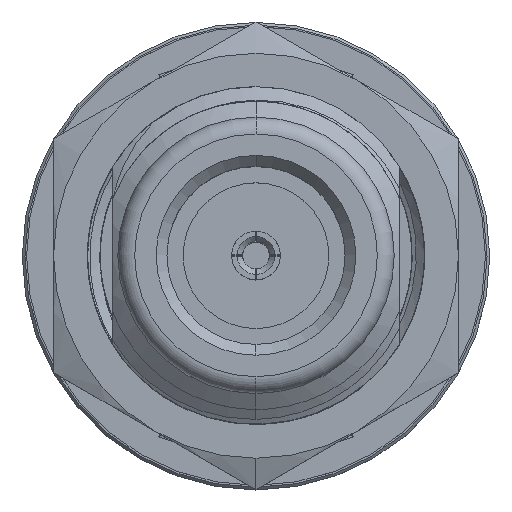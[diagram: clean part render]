
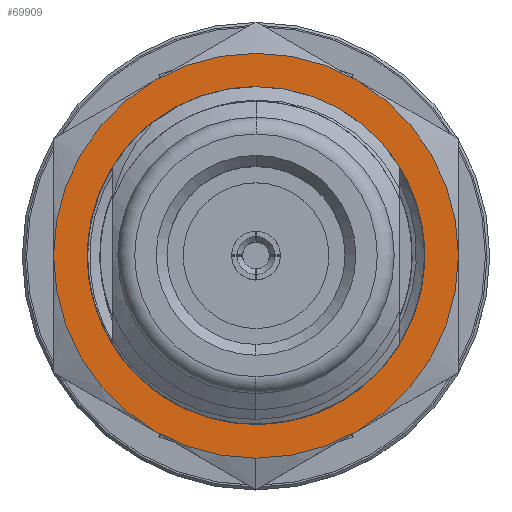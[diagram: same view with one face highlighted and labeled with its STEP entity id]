
A CAD part, top view. The second image highlights one B-rep face of the part: STEP entity #69909.
In plain terms, the highlighted face is planar.
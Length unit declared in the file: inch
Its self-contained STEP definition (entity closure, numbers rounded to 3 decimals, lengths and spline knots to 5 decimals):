
#659 = DIRECTION ( 'NONE',  ( 0., 0., -1. ) ) ;
#2665 = ORIENTED_EDGE ( 'NONE', *, *, #9496, .T. ) ;
#2811 = ORIENTED_EDGE ( 'NONE', *, *, #88905, .T. ) ;
#3012 = CARTESIAN_POINT ( 'NONE',  ( 1.033, 0.1875, 0.32476 ) ) ;
#6595 = EDGE_CURVE ( 'NONE', #50175, #70918, #81068, .T. ) ;
#6987 = EDGE_CURVE ( 'NONE', #44357, #95529, #41186, .T. ) ;
#7251 = DIRECTION ( 'NONE',  ( 0., 0., -1. ) ) ;
#7904 = CIRCLE ( 'NONE', #76586, 0.3125 ) ;
#8214 = ORIENTED_EDGE ( 'NONE', *, *, #6595, .T. ) ;
#9496 = EDGE_CURVE ( 'NONE', #33400, #48369, #39837, .T. ) ;
#10358 = CARTESIAN_POINT ( 'NONE',  ( 1.033, 0., 0. ) ) ;
#12595 = CARTESIAN_POINT ( 'NONE',  ( 1.033, 0., 0. ) ) ;
#12880 = CARTESIAN_POINT ( 'NONE',  ( 1.033, 0., 0. ) ) ;
#13943 = CARTESIAN_POINT ( 'NONE',  ( 1.033, -0.375, 0. ) ) ;
#16741 = ORIENTED_EDGE ( 'NONE', *, *, #45625, .T. ) ;
#17327 = DIRECTION ( 'NONE',  ( 1., 0., 0. ) ) ;
#17415 = AXIS2_PLACEMENT_3D ( 'NONE', #10358, #88625, #41425 ) ;
#19103 = DIRECTION ( 'NONE',  ( 0., 0., -1. ) ) ;
#19276 = EDGE_LOOP ( 'NONE', ( #38352, #2811, #2665, #27308, #56557, #16741, #8214 ) ) ;
#19477 = DIRECTION ( 'NONE',  ( 1., 0., 0. ) ) ;
#20370 = AXIS2_PLACEMENT_3D ( 'NONE', #12595, #59871, #60870 ) ;
#23283 = CARTESIAN_POINT ( 'NONE',  ( 1.033, 0., 0. ) ) ;
#23339 = AXIS2_PLACEMENT_3D ( 'NONE', #12880, #69600, #30110 ) ;
#23432 = CARTESIAN_POINT ( 'NONE',  ( 1.033, 0., 0. ) ) ;
#24957 = AXIS2_PLACEMENT_3D ( 'NONE', #23283, #63118, #659 ) ;
#27308 = ORIENTED_EDGE ( 'NONE', *, *, #55405, .T. ) ;
#28042 = CARTESIAN_POINT ( 'NONE',  ( 1.033, 0., 0. ) ) ;
#30110 = DIRECTION ( 'NONE',  ( 0., 0., -1. ) ) ;
#32648 = AXIS2_PLACEMENT_3D ( 'NONE', #39980, #17327, #78084 ) ;
#33400 = VERTEX_POINT ( 'NONE', #92301 ) ;
#38352 = ORIENTED_EDGE ( 'NONE', *, *, #92477, .T. ) ;
#38976 = DIRECTION ( 'NONE',  ( 1., 0., 0. ) ) ;
#39088 = CIRCLE ( 'NONE', #24957, 0.375 ) ;
#39837 = CIRCLE ( 'NONE', #52380, 0.375 ) ;
#39980 = CARTESIAN_POINT ( 'NONE',  ( 1.033, 0., 0. ) ) ;
#40943 = DIRECTION ( 'NONE',  ( 1., 0., 0. ) ) ;
#41186 = CIRCLE ( 'NONE', #32648, 0.3125 ) ;
#41425 = DIRECTION ( 'NONE',  ( 0., 0., -1. ) ) ;
#41528 = VERTEX_POINT ( 'NONE', #95722 ) ;
#41733 = FACE_BOUND ( 'NONE', #87260, .T. ) ;
#42896 = DIRECTION ( 'NONE',  ( 1., 0., 0. ) ) ;
#44357 = VERTEX_POINT ( 'NONE', #95782 ) ;
#45625 = EDGE_CURVE ( 'NONE', #51140, #50175, #71098, .T. ) ;
#46348 = DIRECTION ( 'NONE',  ( 1., 0., 0. ) ) ;
#46714 = ORIENTED_EDGE ( 'NONE', *, *, #6987, .F. ) ;
#47421 = EDGE_CURVE ( 'NONE', #69679, #44357, #98743, .T. ) ;
#47771 = FACE_OUTER_BOUND ( 'NONE', #19276, .T. ) ;
#48369 = VERTEX_POINT ( 'NONE', #68387 ) ;
#50175 = VERTEX_POINT ( 'NONE', #13943 ) ;
#50753 = AXIS2_PLACEMENT_3D ( 'NONE', #73810, #57955, #19103 ) ;
#50775 = CARTESIAN_POINT ( 'NONE',  ( 1.033, -0.1875, 0.32476 ) ) ;
#51140 = VERTEX_POINT ( 'NONE', #50775 ) ;
#51567 = EDGE_CURVE ( 'NONE', #95529, #69679, #7904, .T. ) ;
#52380 = AXIS2_PLACEMENT_3D ( 'NONE', #96068, #19477, #95750 ) ;
#55405 = EDGE_CURVE ( 'NONE', #48369, #96915, #65142, .T. ) ;
#55962 = PLANE ( 'NONE',  #17415 ) ;
#56557 = ORIENTED_EDGE ( 'NONE', *, *, #88158, .T. ) ;
#57119 = DIRECTION ( 'NONE',  ( 0., 0., -1. ) ) ;
#57955 = DIRECTION ( 'NONE',  ( 1., 0., 0. ) ) ;
#58440 = AXIS2_PLACEMENT_3D ( 'NONE', #87801, #40943, #57119 ) ;
#59871 = DIRECTION ( 'NONE',  ( 1., 0., 0. ) ) ;
#60870 = DIRECTION ( 'NONE',  ( 0., 0., -1. ) ) ;
#63118 = DIRECTION ( 'NONE',  ( 1., 0., 0. ) ) ;
#65142 = CIRCLE ( 'NONE', #20370, 0.375 ) ;
#68387 = CARTESIAN_POINT ( 'NONE',  ( 1.033, 0.375, 0. ) ) ;
#69600 = DIRECTION ( 'NONE',  ( 1., 0., 0. ) ) ;
#69679 = VERTEX_POINT ( 'NONE', #71158 ) ;
#69909 = ADVANCED_FACE ( 'NONE', ( #41733, #47771 ), #55962, .T. ) ;
#70918 = VERTEX_POINT ( 'NONE', #91033 ) ;
#71098 = CIRCLE ( 'NONE', #58440, 0.375 ) ;
#71158 = CARTESIAN_POINT ( 'NONE',  ( 1.033, 0., -0.3125 ) ) ;
#73810 = CARTESIAN_POINT ( 'NONE',  ( 1.033, 0., 0. ) ) ;
#75371 = CARTESIAN_POINT ( 'NONE',  ( 1.033, 0., 0. ) ) ;
#76586 = AXIS2_PLACEMENT_3D ( 'NONE', #75371, #46348, #79381 ) ;
#78084 = DIRECTION ( 'NONE',  ( 0., 0., -1. ) ) ;
#79381 = DIRECTION ( 'NONE',  ( 0., 0., -1. ) ) ;
#81068 = CIRCLE ( 'NONE', #91466, 0.375 ) ;
#82033 = DIRECTION ( 'NONE',  ( 0., 0., -1. ) ) ;
#83821 = CIRCLE ( 'NONE', #85739, 0.375 ) ;
#85739 = AXIS2_PLACEMENT_3D ( 'NONE', #28042, #42896, #82033 ) ;
#87260 = EDGE_LOOP ( 'NONE', ( #46714, #92419, #92876 ) ) ;
#87801 = CARTESIAN_POINT ( 'NONE',  ( 1.033, 0., 0. ) ) ;
#88158 = EDGE_CURVE ( 'NONE', #96915, #51140, #39088, .T. ) ;
#88625 = DIRECTION ( 'NONE',  ( 1., 0., 0. ) ) ;
#88905 = EDGE_CURVE ( 'NONE', #41528, #33400, #83821, .T. ) ;
#91033 = CARTESIAN_POINT ( 'NONE',  ( 1.033, -0.1875, -0.32476 ) ) ;
#91466 = AXIS2_PLACEMENT_3D ( 'NONE', #23432, #38976, #7251 ) ;
#92301 = CARTESIAN_POINT ( 'NONE',  ( 1.033, 0.1875, -0.32476 ) ) ;
#92419 = ORIENTED_EDGE ( 'NONE', *, *, #47421, .F. ) ;
#92477 = EDGE_CURVE ( 'NONE', #70918, #41528, #95688, .T. ) ;
#92876 = ORIENTED_EDGE ( 'NONE', *, *, #51567, .F. ) ;
#95529 = VERTEX_POINT ( 'NONE', #96900 ) ;
#95688 = CIRCLE ( 'NONE', #23339, 0.375 ) ;
#95722 = CARTESIAN_POINT ( 'NONE',  ( 1.033, 0., -0.375 ) ) ;
#95750 = DIRECTION ( 'NONE',  ( 0., 0., -1. ) ) ;
#95782 = CARTESIAN_POINT ( 'NONE',  ( 1.033, 0.09165, -0.29876 ) ) ;
#96068 = CARTESIAN_POINT ( 'NONE',  ( 1.033, 0., 0. ) ) ;
#96900 = CARTESIAN_POINT ( 'NONE',  ( 1.033, -0.14645, -0.27606 ) ) ;
#96915 = VERTEX_POINT ( 'NONE', #3012 ) ;
#98743 = CIRCLE ( 'NONE', #50753, 0.3125 ) ;
